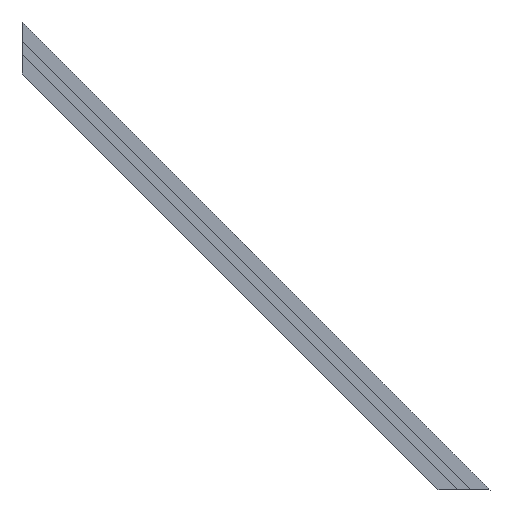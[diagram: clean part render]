
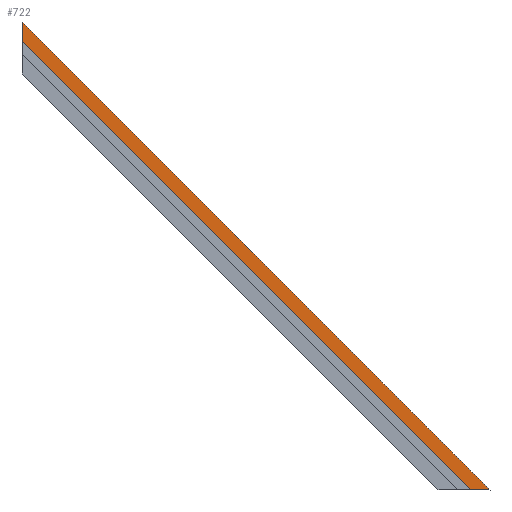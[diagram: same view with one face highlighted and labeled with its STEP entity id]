
A CAD part, left-side view. The second image highlights one B-rep face of the part: STEP entity #722.
In plain terms, the highlighted planar face has unit normal (-1, 0, 0).
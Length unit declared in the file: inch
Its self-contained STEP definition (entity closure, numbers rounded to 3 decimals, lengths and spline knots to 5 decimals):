
#94=CARTESIAN_POINT('',(-0.5,0.,12.19758));
#95=VERTEX_POINT('',#94);
#102=CARTESIAN_POINT('',(-0.5,0.,12.72791));
#103=VERTEX_POINT('',#102);
#104=CARTESIAN_POINT('',(-0.5,0.,12.72791));
#105=DIRECTION('',(0.,0.,-1.0));
#106=VECTOR('',#105,0.53033);
#107=LINE('',#104,#106);
#108=EDGE_CURVE('',#103,#95,#107,.T.);
#501=CARTESIAN_POINT('',(-0.5,-12.72792,-0.00001));
#502=VERTEX_POINT('',#501);
#509=CARTESIAN_POINT('',(-0.5,-12.19759,-0.00001));
#510=VERTEX_POINT('',#509);
#511=CARTESIAN_POINT('',(-0.5,-12.19759,-0.00001));
#512=DIRECTION('',(0.,-1.0,0.));
#513=VECTOR('',#512,0.53033);
#514=LINE('',#511,#513);
#515=EDGE_CURVE('',#510,#502,#514,.T.);
#697=CARTESIAN_POINT('',(-0.5,0.,12.19758));
#698=DIRECTION('',(0.0,-0.707,-0.707));
#699=VECTOR('',#698,17.25);
#700=LINE('',#697,#699);
#701=EDGE_CURVE('',#95,#510,#700,.T.);
#706=CARTESIAN_POINT('',(-0.5,0.26517,12.46275));
#707=DIRECTION('',(-1.0,0.0,0.0));
#708=DIRECTION('',(0.0,-0.707,-0.707));
#709=AXIS2_PLACEMENT_3D('',#706,#707,#708);
#710=PLANE('',#709);
#711=ORIENTED_EDGE('',*,*,#108,.T.);
#712=ORIENTED_EDGE('',*,*,#701,.T.);
#713=ORIENTED_EDGE('',*,*,#515,.T.);
#714=CARTESIAN_POINT('',(-0.5,0.,12.72791));
#715=DIRECTION('',(0.0,-0.707,-0.707));
#716=VECTOR('',#715,18.0);
#717=LINE('',#714,#716);
#718=EDGE_CURVE('',#103,#502,#717,.T.);
#719=ORIENTED_EDGE('',*,*,#718,.F.);
#720=EDGE_LOOP('',(#711,#712,#713,#719));
#721=FACE_OUTER_BOUND('',#720,.T.);
#722=ADVANCED_FACE('',(#721),#710,.T.);
